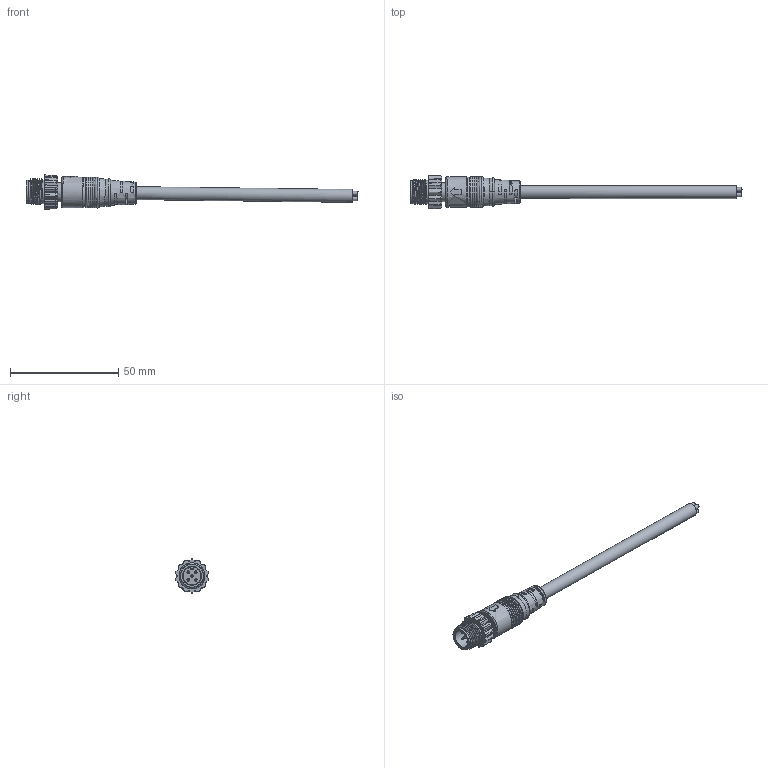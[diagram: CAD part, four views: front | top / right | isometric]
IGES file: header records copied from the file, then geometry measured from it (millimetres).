
Start section: C
Global section: file name: 643611120305.iges; native system: By Siemens PLM Incorporated; preprocessor: XPlus GENERIC/IGES 23.0.61; author: Author; organization: Title; date: 20220915.133410; units: millimetre
Bounding box: 153.58 x 15.43 x 15.8 mm (x, y, z)
Surface area: 10236.8 mm2 (no closed solid volume)
Topology: 0 solids, 0 shells, 571 faces, 3496 edges, 3486 vertices
Faces by surface type: bspline 571
